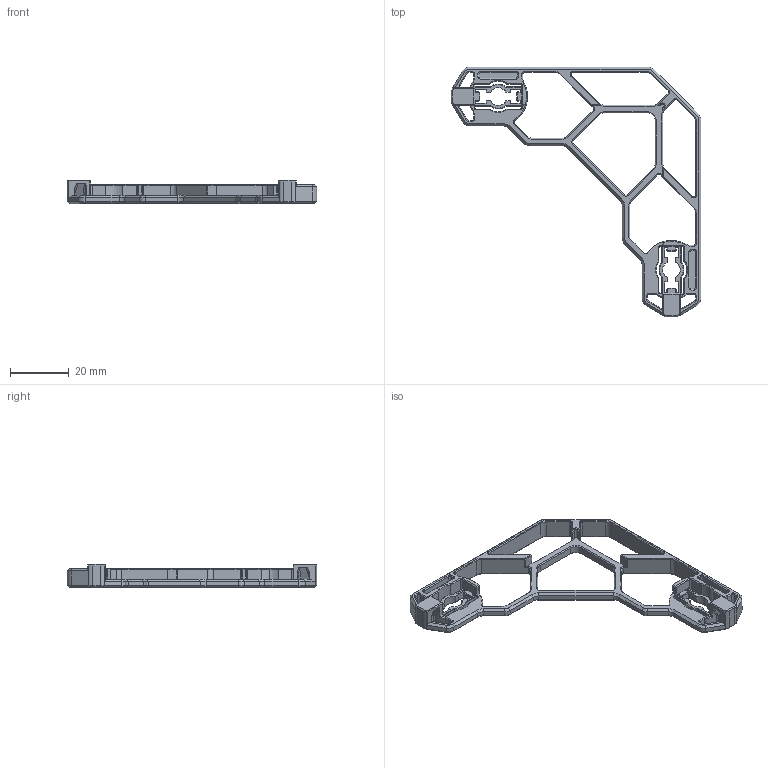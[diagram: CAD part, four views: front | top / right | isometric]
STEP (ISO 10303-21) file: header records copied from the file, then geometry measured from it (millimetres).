
FILE_DESCRIPTION (( 'STEP AP203' ), '1' );
FILE_NAME ('corner_lock_body_2060_3.5.STEP', '2020-10-22T19:37:03', ( '' ), ( '' ), 'SwSTEP 2.0', 'SolidWorks 2019', '' );
FILE_SCHEMA (( 'CONFIG_CONTROL_DESIGN' ));
Length unit declared in the file: millimetre
Products named in the file (1): corner_lock_body_2060_3.5
Bounding box: 85 x 85 x 8.1 mm (x, y, z)
Volume: 5755.5 mm3; surface area: 7281.3 mm2
Topology: 1 solids, 1 shells, 725 faces, 1787 edges, 1058 vertices
Faces by surface type: plane 390, cone 192, cylinder 131, bspline 12
Entity records: 21708 total; most frequent: CARTESIAN_POINT 4623, ORIENTED_EDGE 3574, DIRECTION 3516, EDGE_CURVE 1787, VECTOR 1200, LINE 1200, AXIS2_PLACEMENT_3D 1158, VERTEX_POINT 1058
